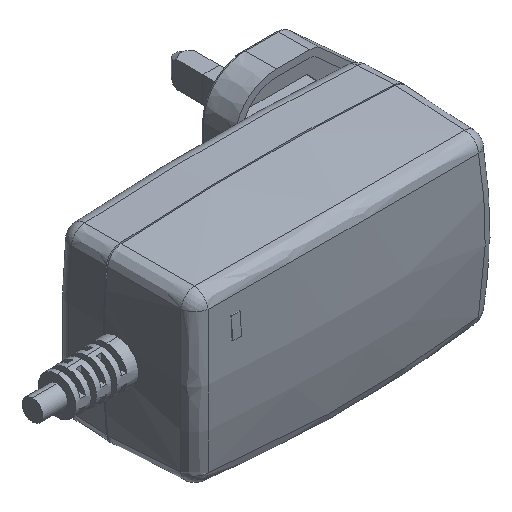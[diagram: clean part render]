
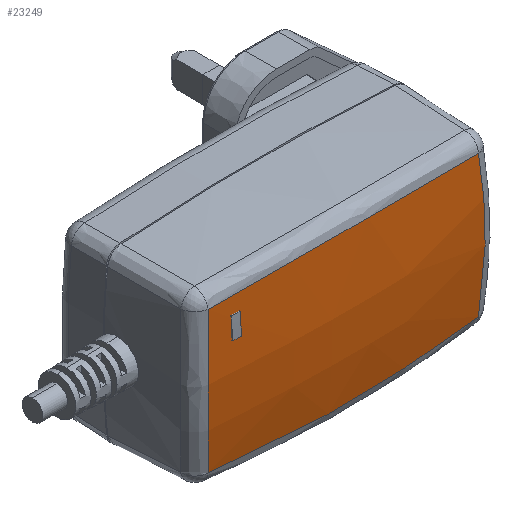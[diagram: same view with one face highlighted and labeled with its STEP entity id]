
A CAD part, isometric view. The second image highlights one B-rep face of the part: STEP entity #23249.
In plain terms, the highlighted toroidal (fillet/blend) face has major radius 235 mm and minor radius 165 mm.
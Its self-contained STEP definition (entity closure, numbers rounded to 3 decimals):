
#20818=CARTESIAN_POINT('',(-32.362,-20.314,
-16.936));
#20819=CARTESIAN_POINT('',(-28.915,-20.571,
-17.163));
#20820=CARTESIAN_POINT('',(-22.015,-21.002,
-17.544));
#20821=CARTESIAN_POINT('',(-11.748,-21.398,
-17.896));
#20822=CARTESIAN_POINT('',(-1.288,-21.556,
-18.036));
#20823=CARTESIAN_POINT('',(9.621,-21.459,
-17.949));
#20824=CARTESIAN_POINT('',(21.19,-21.052,
-17.589));
#20825=CARTESIAN_POINT('',(28.643,-20.592,
-17.181));
#20826=CARTESIAN_POINT('',(32.362,-20.314,
-16.936));
#20831=CARTESIAN_POINT('',(-32.362,-20.314,
16.936));
#20832=CARTESIAN_POINT('',(-32.623,-20.576,
14.208));
#20833=CARTESIAN_POINT('',(-33.025,-20.976,
8.666));
#20834=CARTESIAN_POINT('',(-33.244,-21.193,
0.261));
#20835=CARTESIAN_POINT('',(-33.034,-20.984,
-8.64));
#20836=CARTESIAN_POINT('',(-32.625,-20.577,
-14.197));
#20837=CARTESIAN_POINT('',(-32.362,-20.314,
-16.936));
#20842=CARTESIAN_POINT('',(32.362,-20.314,
16.936));
#20843=CARTESIAN_POINT('',(28.238,-20.622,
17.208));
#20844=CARTESIAN_POINT('',(19.964,-21.119,
17.648));
#20845=CARTESIAN_POINT('',(7.602,-21.507,
17.993));
#20846=CARTESIAN_POINT('',(-5.069,-21.554,
18.034));
#20847=CARTESIAN_POINT('',(-18.962,-21.177,
17.7));
#20848=CARTESIAN_POINT('',(-27.889,-20.648,
17.231));
#20849=CARTESIAN_POINT('',(-32.362,-20.314,
16.936));
#20854=CARTESIAN_POINT('',(32.362,-20.314,
-16.936));
#20855=CARTESIAN_POINT('',(32.572,-20.524,
-14.748));
#20856=CARTESIAN_POINT('',(32.913,-20.864,
-10.327));
#20857=CARTESIAN_POINT('',(33.178,-21.128,
-3.63));
#20858=CARTESIAN_POINT('',(33.189,-21.138,
3.278));
#20859=CARTESIAN_POINT('',(32.917,-20.868,
10.309));
#20860=CARTESIAN_POINT('',(32.571,-20.524,
14.751));
#20861=CARTESIAN_POINT('',(32.362,-20.314,
16.936));
#20929=CARTESIAN_POINT('',(-32.362,-20.314,
16.936));
#20930=VERTEX_POINT('',#20929);
#20935=CARTESIAN_POINT('',(-32.362,-20.314,
-16.936));
#20936=VERTEX_POINT('',#20935);
#20941=CARTESIAN_POINT('',(32.362,-20.314,
-16.936));
#20942=VERTEX_POINT('',#20941);
#20947=CARTESIAN_POINT('',(32.362,-20.314,
16.936));
#20948=VERTEX_POINT('',#20947);
#23235=CARTESIAN_POINT('',(0.,377.5,0.));
#23236=DIRECTION('',(0.,0.,1.));
#23237=DIRECTION('',(0.093,0.996,0.));
#23238=AXIS2_PLACEMENT_3D('',#23235,#23236,#23237);
#23239=TOROIDAL_SURFACE('',#23238,235.,165.);
#23240=ORIENTED_EDGE('',*,*,#23227,.F.);
#23242=ORIENTED_EDGE('',*,*,#23241,.F.);
#23244=ORIENTED_EDGE('',*,*,#23243,.F.);
#23246=ORIENTED_EDGE('',*,*,#23245,.F.);
#23247=EDGE_LOOP('',(#23240,#23242,#23244,#23246));
#23248=FACE_OUTER_BOUND('',#23247,.F.);
#23249=ADVANCED_FACE('',(#23248),#23239,.T.);
#20827=B_SPLINE_CURVE_WITH_KNOTS('',3,(#20818,#20819,#20820,#20821,#20822,
#20823,#20824,#20825,#20826),.UNSPECIFIED.,.F.,.F.,(4,1,1,1,1,1,4),(0.,
0.167,0.333,0.5,0.667,0.833,
1.),.UNSPECIFIED.);
#20838=B_SPLINE_CURVE_WITH_KNOTS('',3,(#20831,#20832,#20833,#20834,#20835,
#20836,#20837),.UNSPECIFIED.,.F.,.F.,(4,1,1,1,4),(0.,0.25,0.5,0.75,
1.),.UNSPECIFIED.);
#20850=B_SPLINE_CURVE_WITH_KNOTS('',3,(#20842,#20843,#20844,#20845,#20846,
#20847,#20848,#20849),.UNSPECIFIED.,.F.,.F.,(4,1,1,1,1,4),(0.,0.2,0.4,
0.6,0.8,1.),.UNSPECIFIED.);
#20862=B_SPLINE_CURVE_WITH_KNOTS('',3,(#20854,#20855,#20856,#20857,#20858,
#20859,#20860,#20861),.UNSPECIFIED.,.F.,.F.,(4,1,1,1,1,4),(0.,0.2,0.4,
0.6,0.8,1.),.UNSPECIFIED.);
#23227=EDGE_CURVE('',#20936,#20942,#20827,.T.);
#23241=EDGE_CURVE('',#20930,#20936,#20838,.T.);
#23243=EDGE_CURVE('',#20948,#20930,#20850,.T.);
#23245=EDGE_CURVE('',#20942,#20948,#20862,.T.);
